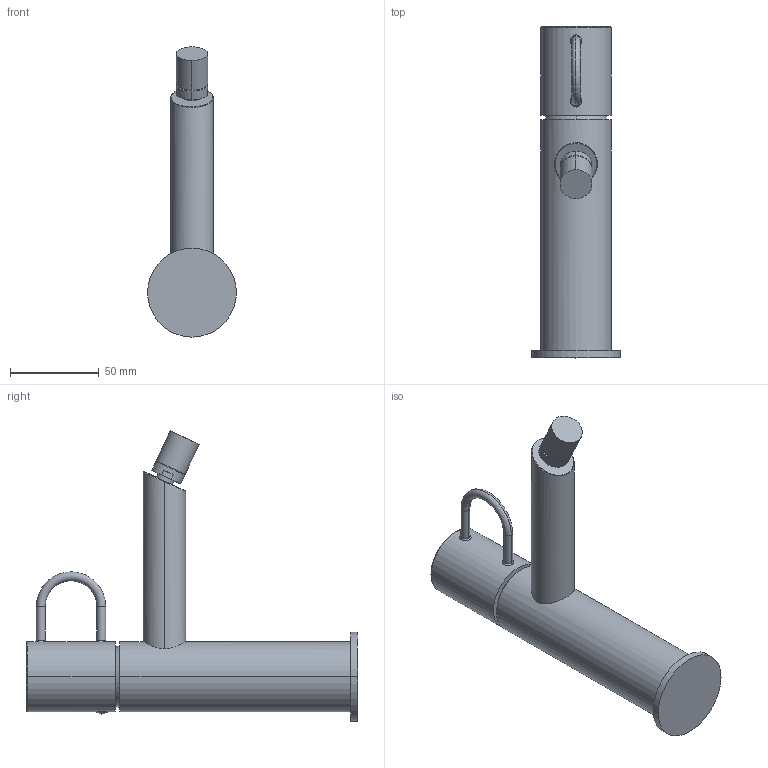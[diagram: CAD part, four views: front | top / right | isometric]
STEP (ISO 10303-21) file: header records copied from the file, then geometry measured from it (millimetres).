
FILE_DESCRIPTION((''),'2;1');
FILE_NAME('JK131CR','2021-02-02T13:24:33',('ut3'),('PAFFONI SpA'),'CREO PARAMETRIC BY PTC INC, 2020044','CREO PARAMETRIC BY PTC INC, 2020044','');
FILE_SCHEMA(('CONFIG_CONTROL_DESIGN','SHAPE_APPEARANCE_LAYERS_GROUPS'));
Length unit declared in the file: millimetre
Products named in the file (1): JK131CR
Bounding box: 50 x 186.84 x 163.36 mm (x, y, z)
Volume: 280388.9 mm3; surface area: 38148.9 mm2
Topology: 1 solids, 1 shells, 49 faces, 108 edges, 66 vertices
Faces by surface type: cylinder 20, plane 13, bspline 8, torus 4, cone 2, sphere 2
Entity records: 2976 total; most frequent: CARTESIAN_POINT 1509, DIRECTION 226, ORIENTED_EDGE 208, EDGE_CURVE 104, AXIS2_PLACEMENT_3D 97, VERTEX_POINT 66, EDGE_LOOP 60, CIRCLE 56
